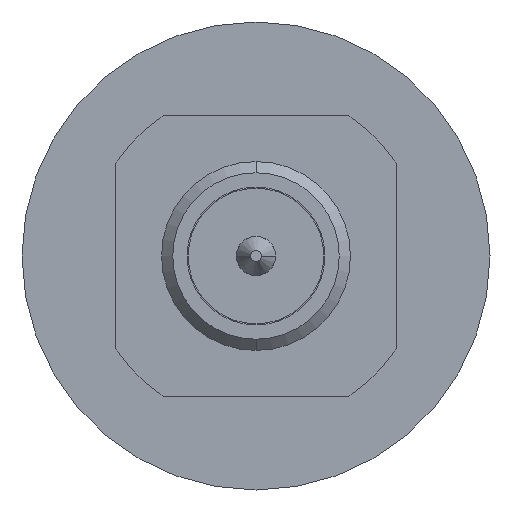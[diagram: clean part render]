
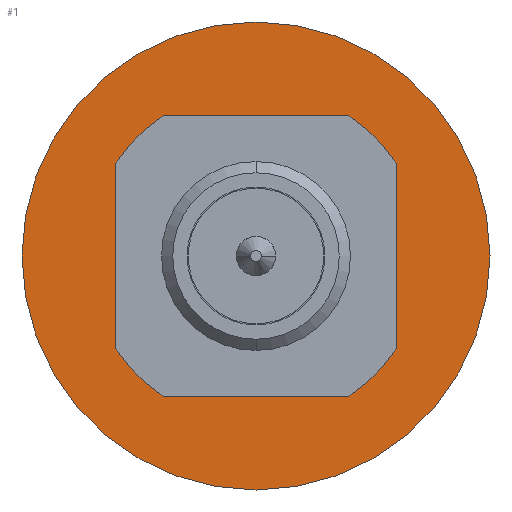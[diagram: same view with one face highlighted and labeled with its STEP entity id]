
A CAD part, front view. The second image highlights one B-rep face of the part: STEP entity #1.
In plain terms, the highlighted planar face has unit normal (0, -1, 0).
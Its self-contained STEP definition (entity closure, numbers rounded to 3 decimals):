
#1 = ADVANCED_FACE ( 'Defeature ausgef�hrt1_25', ( #2964, #614 ), #2013, .F. ) ;
#27 = CARTESIAN_POINT ( 'NONE',  ( 0., -13.5, 4.175 ) ) ;
#28 = EDGE_CURVE ( 'Defeature ausgef�hrt1_24+Defeature ausgef�hrt1_25+Defeature ausgef�hrt1_25+Defeature ausgef�hrt1_25', #4418, #2573, #4663, .T. ) ;
#50 = CARTESIAN_POINT ( 'NONE',  ( 4.176, -13.5, 2.5 ) ) ;
#227 = CARTESIAN_POINT ( 'NONE',  ( 0., -13.5, 0. ) ) ;
#271 = DIRECTION ( 'NONE',  ( 0., 1., 0. ) ) ;
#417 = EDGE_CURVE ( 'Defeature ausgef�hrt1_28+Defeature ausgef�hrt1_25+Defeature ausgef�hrt1_16+Defeature ausgef�hrt1_13', #4630, #2229, #3543, .T. ) ;
#442 = EDGE_CURVE ( 'Defeature ausgef�hrt1_27+Defeature ausgef�hrt1_25+Defeature ausgef�hrt1_17+Defeature ausgef�hrt1_16', #2514, #2855, #2455, .T. ) ;
#556 = CARTESIAN_POINT ( 'NONE',  ( -2.5, -13.5, 1.658 ) ) ;
#574 = DIRECTION ( 'NONE',  ( 0., 0., 1. ) ) ;
#614 = FACE_BOUND ( 'NONE', #3008, .T. ) ;
#676 = ORIENTED_EDGE ( 'NONE', *, *, #2240, .F. ) ;
#734 = AXIS2_PLACEMENT_3D ( 'NONE', #227, #3900, #3149 ) ;
#770 = ORIENTED_EDGE ( 'NONE', *, *, #965, .F. ) ;
#804 = VERTEX_POINT ( 'NONE', #3281 ) ;
#880 = ORIENTED_EDGE ( 'NONE', *, *, #28, .F. ) ;
#922 = DIRECTION ( 'NONE',  ( 0., 0., 1. ) ) ;
#960 = DIRECTION ( 'NONE',  ( 0., 0., 1. ) ) ;
#965 = EDGE_CURVE ( 'Defeature ausgef�hrt1_29+Defeature ausgef�hrt1_25+Defeature ausgef�hrt1_13+Defeature ausgef�hrt1_14', #804, #2161, #2493, .T. ) ;
#1004 = LINE ( 'NONE', #3047, #4650 ) ;
#1338 = CARTESIAN_POINT ( 'NONE',  ( 2.5, -13.5, -1.658 ) ) ;
#1356 = DIRECTION ( 'NONE',  ( 0., 1., 0. ) ) ;
#1390 = ORIENTED_EDGE ( 'NONE', *, *, #3067, .T. ) ;
#1430 = ORIENTED_EDGE ( 'NONE', *, *, #417, .F. ) ;
#1451 = EDGE_CURVE ( 'Defeature ausgef�hrt1_25+Defeature ausgef�hrt1_17+Defeature ausgef�hrt1_27+Defeature ausgef�hrt1_26', #2514, #2806, #1522, .T. ) ;
#1477 = CARTESIAN_POINT ( 'NONE',  ( 2.5, -13.5, -4.176 ) ) ;
#1522 = CIRCLE ( 'NONE', #4315, 3. ) ;
#1558 = CARTESIAN_POINT ( 'NONE',  ( -4.176, -13.5, -2.5 ) ) ;
#1670 = CARTESIAN_POINT ( 'NONE',  ( 4.175, -13.5, 0. ) ) ;
#1784 = AXIS2_PLACEMENT_3D ( 'NONE', #4586, #3144, #960 ) ;
#1823 = DIRECTION ( 'NONE',  ( 0., 0., 1. ) ) ;
#1854 = CARTESIAN_POINT ( 'NONE',  ( 0., -13.5, 0. ) ) ;
#2000 = CARTESIAN_POINT ( 'NONE',  ( 2.5, -13.5, 1.658 ) ) ;
#2013 = PLANE ( 'NONE',  #2196 ) ;
#2034 = DIRECTION ( 'NONE',  ( 0., 1., 0. ) ) ;
#2084 = CARTESIAN_POINT ( 'NONE',  ( 0., -13.5, 0. ) ) ;
#2124 = CARTESIAN_POINT ( 'NONE',  ( -2.5, -13.5, -1.658 ) ) ;
#2161 = VERTEX_POINT ( 'NONE', #2279 ) ;
#2196 = AXIS2_PLACEMENT_3D ( 'NONE', #1670, #2397, #922 ) ;
#2214 = CIRCLE ( 'NONE', #3711, 3. ) ;
#2219 = CIRCLE ( 'NONE', #2410, 4.175 ) ;
#2229 = VERTEX_POINT ( 'NONE', #2000 ) ;
#2240 = EDGE_CURVE ( 'Defeature ausgef�hrt1_26+Defeature ausgef�hrt1_25+Defeature ausgef�hrt1_14+Defeature ausgef�hrt1_17', #3619, #2806, #1004, .T. ) ;
#2279 = CARTESIAN_POINT ( 'NONE',  ( -1.658, -13.5, 2.5 ) ) ;
#2352 = ORIENTED_EDGE ( 'NONE', *, *, #2738, .F. ) ;
#2397 = DIRECTION ( 'NONE',  ( 0., 1., 0. ) ) ;
#2410 = AXIS2_PLACEMENT_3D ( 'NONE', #1854, #4657, #3700 ) ;
#2437 = CARTESIAN_POINT ( 'NONE',  ( 0., -13.5, 0. ) ) ;
#2455 = LINE ( 'NONE', #1558, #3327 ) ;
#2493 = LINE ( 'NONE', #50, #4034 ) ;
#2514 = VERTEX_POINT ( 'NONE', #4386 ) ;
#2573 = VERTEX_POINT ( 'NONE', #27 ) ;
#2590 = CIRCLE ( 'NONE', #1784, 3. ) ;
#2738 = EDGE_CURVE ( 'Defeature ausgef�hrt1_24+Defeature ausgef�hrt1_25+Defeature ausgef�hrt1_25+Defeature ausgef�hrt1_25', #2573, #4418, #2219, .T. ) ;
#2768 = CARTESIAN_POINT ( 'NONE',  ( 0., -13.5, 0. ) ) ;
#2806 = VERTEX_POINT ( 'NONE', #2124 ) ;
#2855 = VERTEX_POINT ( 'NONE', #3715 ) ;
#2881 = ORIENTED_EDGE ( 'NONE', *, *, #1451, .T. ) ;
#2948 = AXIS2_PLACEMENT_3D ( 'NONE', #2768, #2034, #574 ) ;
#2964 = FACE_OUTER_BOUND ( 'NONE', #3229, .T. ) ;
#3008 = EDGE_LOOP ( 'NONE', ( #4056, #770, #1390, #1430, #3434, #3673, #2881, #676 ) ) ;
#3033 = DIRECTION ( 'NONE',  ( -1., 0., 0. ) ) ;
#3047 = CARTESIAN_POINT ( 'NONE',  ( -2.5, -13.5, 4.176 ) ) ;
#3067 = EDGE_CURVE ( 'Defeature ausgef�hrt1_25+Defeature ausgef�hrt1_13+Defeature ausgef�hrt1_29+Defeature ausgef�hrt1_28', #804, #2229, #2214, .T. ) ;
#3144 = DIRECTION ( 'NONE',  ( 0., 1., 0. ) ) ;
#3149 = DIRECTION ( 'NONE',  ( 0., 0., 1. ) ) ;
#3229 = EDGE_LOOP ( 'NONE', ( #2352, #880 ) ) ;
#3281 = CARTESIAN_POINT ( 'NONE',  ( 1.658, -13.5, 2.5 ) ) ;
#3327 = VECTOR ( 'NONE', #3377, 1000. ) ;
#3377 = DIRECTION ( 'NONE',  ( 1., 0., 0. ) ) ;
#3434 = ORIENTED_EDGE ( 'NONE', *, *, #4627, .T. ) ;
#3442 = DIRECTION ( 'NONE',  ( 0., 0., -1. ) ) ;
#3485 = VECTOR ( 'NONE', #1823, 1000. ) ;
#3543 = LINE ( 'NONE', #1477, #3485 ) ;
#3550 = EDGE_CURVE ( 'Defeature ausgef�hrt1_25+Defeature ausgef�hrt1_14+Defeature ausgef�hrt1_26+Defeature ausgef�hrt1_29', #3619, #2161, #3642, .T. ) ;
#3619 = VERTEX_POINT ( 'NONE', #556 ) ;
#3642 = CIRCLE ( 'NONE', #2948, 3. ) ;
#3673 = ORIENTED_EDGE ( 'NONE', *, *, #442, .F. ) ;
#3700 = DIRECTION ( 'NONE',  ( 0., 0., 1. ) ) ;
#3711 = AXIS2_PLACEMENT_3D ( 'NONE', #2437, #1356, #3896 ) ;
#3714 = CARTESIAN_POINT ( 'NONE',  ( 0., -13.5, -4.175 ) ) ;
#3715 = CARTESIAN_POINT ( 'NONE',  ( 1.658, -13.5, -2.5 ) ) ;
#3896 = DIRECTION ( 'NONE',  ( 0., 0., 1. ) ) ;
#3900 = DIRECTION ( 'NONE',  ( 0., 1., 0. ) ) ;
#3980 = DIRECTION ( 'NONE',  ( 0., 0., 1. ) ) ;
#4034 = VECTOR ( 'NONE', #3033, 1000. ) ;
#4056 = ORIENTED_EDGE ( 'NONE', *, *, #3550, .T. ) ;
#4315 = AXIS2_PLACEMENT_3D ( 'NONE', #2084, #271, #3980 ) ;
#4386 = CARTESIAN_POINT ( 'NONE',  ( -1.658, -13.5, -2.5 ) ) ;
#4418 = VERTEX_POINT ( 'NONE', #3714 ) ;
#4586 = CARTESIAN_POINT ( 'NONE',  ( 0., -13.5, 0. ) ) ;
#4627 = EDGE_CURVE ( 'Defeature ausgef�hrt1_25+Defeature ausgef�hrt1_16+Defeature ausgef�hrt1_28+Defeature ausgef�hrt1_27', #4630, #2855, #2590, .T. ) ;
#4630 = VERTEX_POINT ( 'NONE', #1338 ) ;
#4650 = VECTOR ( 'NONE', #3442, 1000. ) ;
#4657 = DIRECTION ( 'NONE',  ( 0., 1., 0. ) ) ;
#4663 = CIRCLE ( 'NONE', #734, 4.175 ) ;
